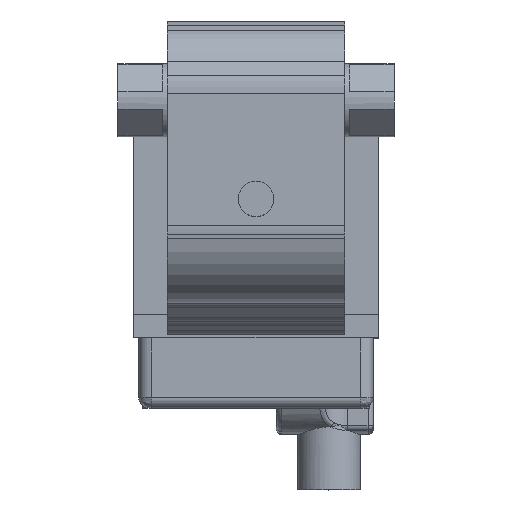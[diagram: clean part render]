
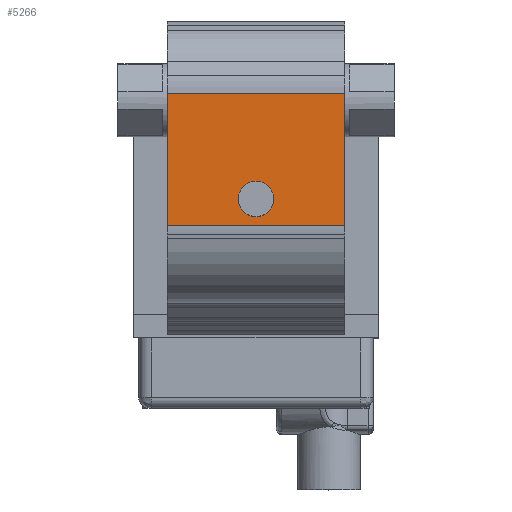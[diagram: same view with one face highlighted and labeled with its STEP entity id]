
A CAD part, top view. The second image highlights one B-rep face of the part: STEP entity #5266.
In plain terms, the highlighted planar face has unit normal (0, 0, 1).
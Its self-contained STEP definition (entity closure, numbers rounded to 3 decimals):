
#169=FACE_BOUND('',#1122,.T.);
#170=FACE_BOUND('',#1123,.T.);
#240=CIRCLE('',#5485,3.4);
#1122=EDGE_LOOP('',(#4139));
#1123=EDGE_LOOP('',(#4140,#4141,#4142,#4143));
#1487=LINE('',#8106,#1937);
#1500=LINE('',#8154,#1950);
#1581=LINE('',#8502,#2031);
#1582=LINE('',#8504,#2032);
#1937=VECTOR('',#6443,25.378);
#1950=VECTOR('',#6480,25.378);
#2031=VECTOR('',#6875,34.);
#2032=VECTOR('',#6878,34.);
#2278=VERTEX_POINT('',#7791);
#2392=VERTEX_POINT('',#8103);
#2393=VERTEX_POINT('',#8105);
#2415=VERTEX_POINT('',#8151);
#2416=VERTEX_POINT('',#8153);
#2792=EDGE_CURVE('',#2278,#2278,#240,.T.);
#2936=EDGE_CURVE('',#2392,#2393,#1487,.T.);
#2960=EDGE_CURVE('',#2415,#2416,#1500,.T.);
#3121=EDGE_CURVE('',#2392,#2416,#1581,.T.);
#3122=EDGE_CURVE('',#2393,#2415,#1582,.T.);
#4139=ORIENTED_EDGE('',*,*,#2792,.T.);
#4140=ORIENTED_EDGE('',*,*,#3121,.T.);
#4141=ORIENTED_EDGE('',*,*,#2960,.F.);
#4142=ORIENTED_EDGE('',*,*,#3122,.F.);
#4143=ORIENTED_EDGE('',*,*,#2936,.F.);
#5012=PLANE('',#5745);
#5266=ADVANCED_FACE('',(#169,#170),#5012,.T.);
#5485=AXIS2_PLACEMENT_3D('',#7792,#6153,#6154);
#5745=AXIS2_PLACEMENT_3D('',#8503,#6876,#6877);
#6153=DIRECTION('center_axis',(0.,0.,-1.));
#6154=DIRECTION('ref_axis',(-1.,0.,0.));
#6443=DIRECTION('',(0.,1.,0.));
#6480=DIRECTION('',(0.,-1.,0.));
#6875=DIRECTION('',(1.,0.,0.));
#6876=DIRECTION('center_axis',(0.,0.,1.));
#6877=DIRECTION('ref_axis',(0.,-1.,0.));
#6878=DIRECTION('',(1.,0.,0.));
#7791=CARTESIAN_POINT('',(3.4,-19.,32.));
#7792=CARTESIAN_POINT('Origin',(0.,-19.,32.));
#8103=CARTESIAN_POINT('',(-17.,-24.125,32.));
#8105=CARTESIAN_POINT('',(-17.,1.253,32.));
#8106=CARTESIAN_POINT('',(-17.,1.253,32.));
#8151=CARTESIAN_POINT('',(17.,1.253,32.));
#8153=CARTESIAN_POINT('',(17.,-24.125,32.));
#8154=CARTESIAN_POINT('',(17.,1.253,32.));
#8502=CARTESIAN_POINT('',(0.,-24.125,32.));
#8503=CARTESIAN_POINT('Origin',(0.,1.253,32.));
#8504=CARTESIAN_POINT('',(0.,1.253,32.));
